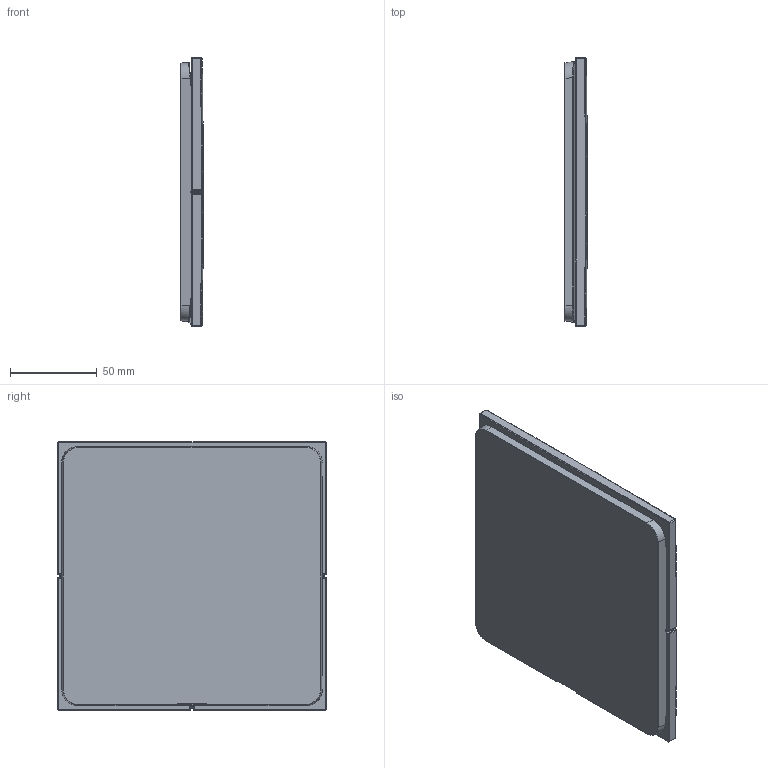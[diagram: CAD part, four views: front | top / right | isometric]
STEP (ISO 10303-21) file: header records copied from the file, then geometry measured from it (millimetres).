
FILE_DESCRIPTION(('CAx-IF Rec.Pracs.---Model Styling and Organization---1.2---2011-12-15','CAx-IF Rec.Pracs.---Geometric and Assembly Validation Properties---4.1---2014-06-16','CAx-IF Rec.Pracs.---PMI Polyline Presentation---2.0---2013-05-24'),'2;1');
FILE_NAME('1000157614_PPR_000.stp','2022-05-19T14:26:19+02:00',(''),(''),'STEP Interface 4.3 by CT CoreTechnologie','3D_Evolution4.3 by CT CoreTechnologie','');
FILE_SCHEMA(('AP203_CONFIGURATION_CONTROLLED_3D_DESIGN_OF_MECHANICAL_PARTS_AND_ASSEMBLIES_MIM_LF'));
Length unit declared in the file: millimetre
Products named in the file (7): P_2 HG ShowerSelect Com.E Ventil 3 Verbr 1000157614_PPR_000_A1; P_2 Taste square ob.3AVP Sel.iBox Next 1000157615_PPA_000_A0; P_2 Taste square lks.3AVP Sel.iBox Next 1000157613_PPA_000_A0; P_2 Taste square re.3AVP Sel.iBox Next 1000157612_PPA_000_A0; P_2 Markiereinsatz iBox Next 1000157373_PPA_000_A0; P_2 Traegerrosette 3AVP iBox Next FS 1000157611_PPR_000_A1; P_2 Traegerosette Softcube 3AVP iBoxNext 1000157608_PPA_000_A1
Assembly tree (8 placements, depth 3):
  P_2 HG ShowerSelect Com.E Ventil 3 Verbr 1000157614_PPR_000_A1
    P_2 Taste square ob.3AVP Sel.iBox Next 1000157615_PPA_000_A0
    P_2 Taste square lks.3AVP Sel.iBox Next 1000157613_PPA_000_A0
    P_2 Taste square re.3AVP Sel.iBox Next 1000157612_PPA_000_A0
    P_2 Markiereinsatz iBox Next 1000157373_PPA_000_A0  x3
    P_2 Traegerrosette 3AVP iBox Next FS 1000157611_PPR_000_A1
      P_2 Traegerosette Softcube 3AVP iBoxNext 1000157608_PPA_000_A1
Bounding box: 13.13 x 155.2 x 155.2 mm (x, y, z)
Surface area: 105195.3 mm2
Topology: 7 solids, 7 shells, 415 faces, 974 edges, 555 vertices
Faces by surface type: bspline 222, cylinder 113, plane 80
Entity records: 36410 total; most frequent: CARTESIAN_POINT 23264, ORIENTED_EDGE 1816, DIRECTION 1692, EDGE_CURVE 908, AXIS2_PLACEMENT_3D 637, VERTEX_POINT 531, CIRCLE 443, VECTOR 418
